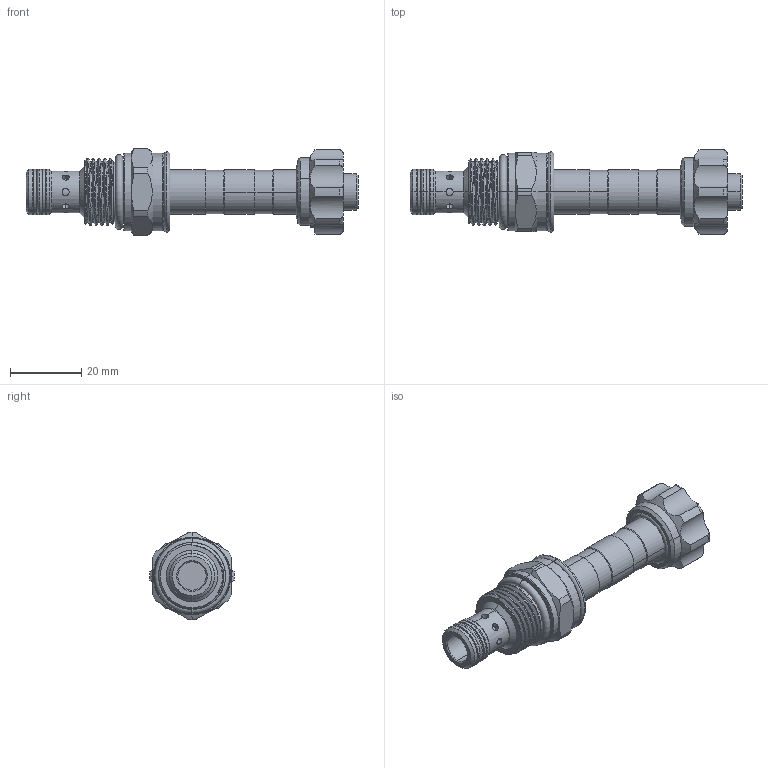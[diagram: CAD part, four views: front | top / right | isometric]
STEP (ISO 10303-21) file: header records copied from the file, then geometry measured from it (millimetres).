
FILE_DESCRIPTION (( 'STEP AP203' ), '1' );
FILE_NAME ('ES08W2A15M04.STEP', '2020-04-08T08:24:47', ( '' ), ( '' ), 'SwSTEP 2.0', 'SolidWorks 2018', '' );
FILE_SCHEMA (( 'CONFIG_CONTROL_DESIGN' ));
Length unit declared in the file: millimetre
Products named in the file (1): ES08W2A15M04
Bounding box: 93.42 x 23.79 x 24.65 mm (x, y, z)
Volume: 18773.2 mm3; surface area: 7860.1 mm2
Topology: 5 solids, 5 shells, 208 faces, 483 edges, 297 vertices
Faces by surface type: cylinder 109, torus 36, cone 35, plane 25, bspline 3
Entity records: 7764 total; most frequent: CARTESIAN_POINT 2990, DIRECTION 1021, ORIENTED_EDGE 966, EDGE_CURVE 483, AXIS2_PLACEMENT_3D 438, VERTEX_POINT 297, CIRCLE 232, EDGE_LOOP 230
